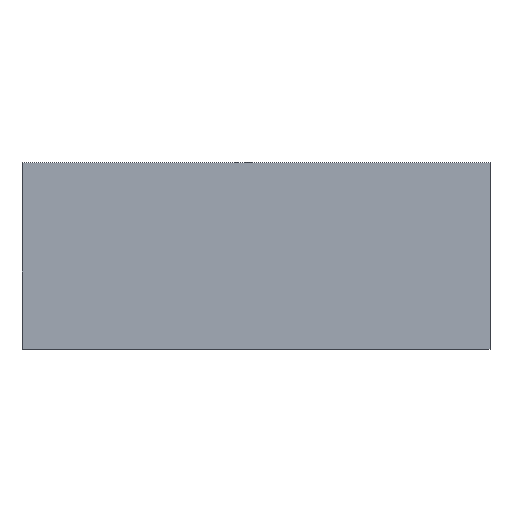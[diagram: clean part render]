
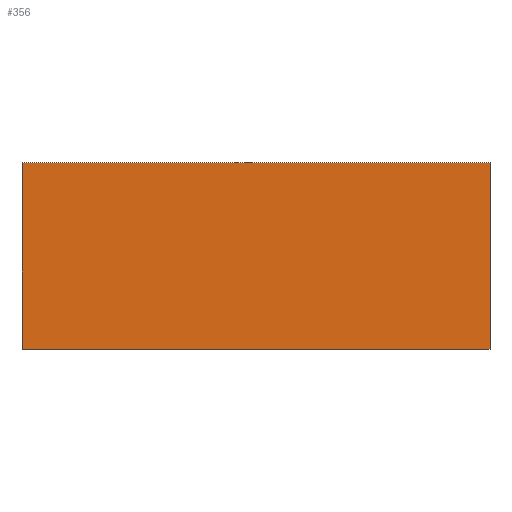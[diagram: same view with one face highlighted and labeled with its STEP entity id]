
A CAD part, top view. The second image highlights one B-rep face of the part: STEP entity #356.
In plain terms, the highlighted planar face has unit normal (0, 0, 1).
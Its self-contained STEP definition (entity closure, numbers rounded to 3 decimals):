
#348=AXIS2_PLACEMENT_3D('Plane Axis2P3D',#345,#346,#347) ;
#258=CARTESIAN_POINT('Vertex',(0.,7.8,3.)) ;
#261=CARTESIAN_POINT('Line Origine',(9.8,7.8,3.)) ;
#265=CARTESIAN_POINT('Vertex',(19.6,7.8,3.)) ;
#289=CARTESIAN_POINT('Vertex',(0.,0.,3.)) ;
#292=CARTESIAN_POINT('Line Origine',(0.,3.9,3.)) ;
#313=CARTESIAN_POINT('Vertex',(19.6,0.,3.)) ;
#316=CARTESIAN_POINT('Line Origine',(9.8,0.,3.)) ;
#333=CARTESIAN_POINT('Line Origine',(19.6,3.9,3.)) ;
#345=CARTESIAN_POINT('Axis2P3D Location',(9.8,3.9,3.)) ;
#262=DIRECTION('Vector Direction',(-1.,0.,0.)) ;
#293=DIRECTION('Vector Direction',(0.,1.,0.)) ;
#317=DIRECTION('Vector Direction',(1.,0.,0.)) ;
#334=DIRECTION('Vector Direction',(0.,-1.,0.)) ;
#346=DIRECTION('Axis2P3D Direction',(0.,0.,1.)) ;
#347=DIRECTION('Axis2P3D XDirection',(0.,-1.,0.)) ;
#263=VECTOR('Line Direction',#262,1.) ;
#294=VECTOR('Line Direction',#293,1.) ;
#318=VECTOR('Line Direction',#317,1.) ;
#335=VECTOR('Line Direction',#334,1.) ;
#351=ORIENTED_EDGE('',*,*,#267,.T.) ;
#352=ORIENTED_EDGE('',*,*,#296,.T.) ;
#353=ORIENTED_EDGE('',*,*,#320,.T.) ;
#354=ORIENTED_EDGE('',*,*,#337,.T.) ;
#356=ADVANCED_FACE('S3D gedreht',(#355),#349,.T.) ;
#267=EDGE_CURVE('',#266,#259,#264,.T.) ;
#296=EDGE_CURVE('',#259,#290,#295,.F.) ;
#320=EDGE_CURVE('',#290,#314,#319,.T.) ;
#337=EDGE_CURVE('',#314,#266,#336,.F.) ;
#350=EDGE_LOOP('',(#351,#352,#353,#354)) ;
#355=FACE_OUTER_BOUND('',#350,.T.) ;
#264=LINE('Line',#261,#263) ;
#295=LINE('Line',#292,#294) ;
#319=LINE('Line',#316,#318) ;
#336=LINE('Line',#333,#335) ;
#349=PLANE('',#348) ;
#259=VERTEX_POINT('',#258) ;
#266=VERTEX_POINT('',#265) ;
#290=VERTEX_POINT('',#289) ;
#314=VERTEX_POINT('',#313) ;
